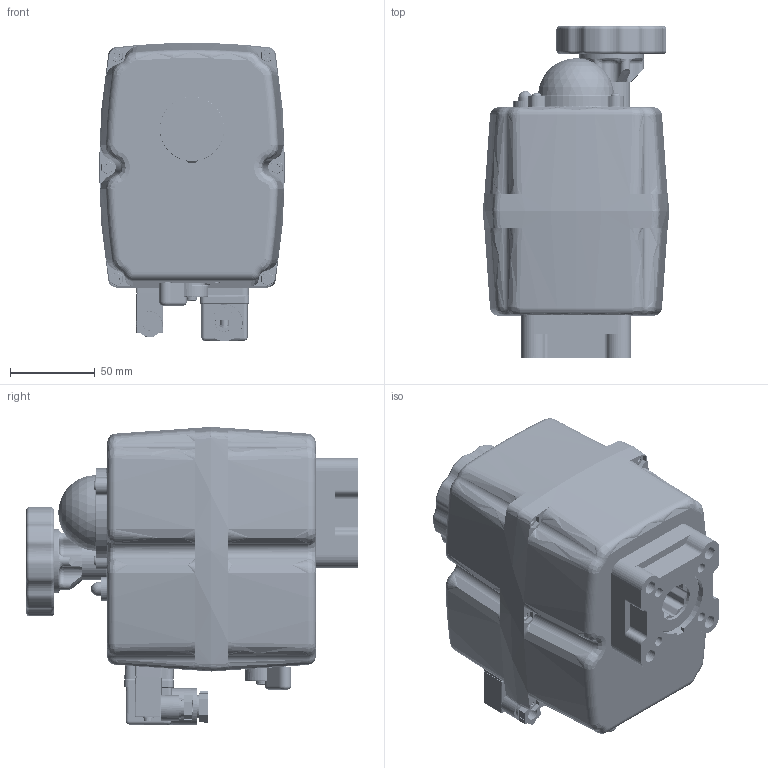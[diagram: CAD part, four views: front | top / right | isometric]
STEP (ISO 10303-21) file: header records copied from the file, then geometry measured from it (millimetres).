
FILE_DESCRIPTION (( 'STEP AP214' ), '1' );
FILE_NAME ('J+J_J3C_551.STEP', '2017-10-24T12:36:31', ( '' ), ( '' ), 'SwSTEP 2.0', 'SolidWorks 2016', '' );
FILE_SCHEMA (( 'AUTOMOTIVE_DESIGN' ));
Length unit declared in the file: millimetre
Products named in the file (1): J+J_J3C_551
Bounding box: 110 x 196 x 176.14 mm (x, y, z)
Volume: 506704.3 mm3; surface area: 270211 mm2
Topology: 51 solids, 51 shells, 4668 faces, 11421 edges, 6905 vertices
Faces by surface type: cylinder 1481, plane 1089, cone 1079, torus 681, bspline 225, sphere 113
Entity records: 175107 total; most frequent: CARTESIAN_POINT 63638, DIRECTION 24678, ORIENTED_EDGE 22588, EDGE_CURVE 11294, AXIS2_PLACEMENT_3D 9980, VERTEX_POINT 6899, CIRCLE 5536, EDGE_LOOP 4989
